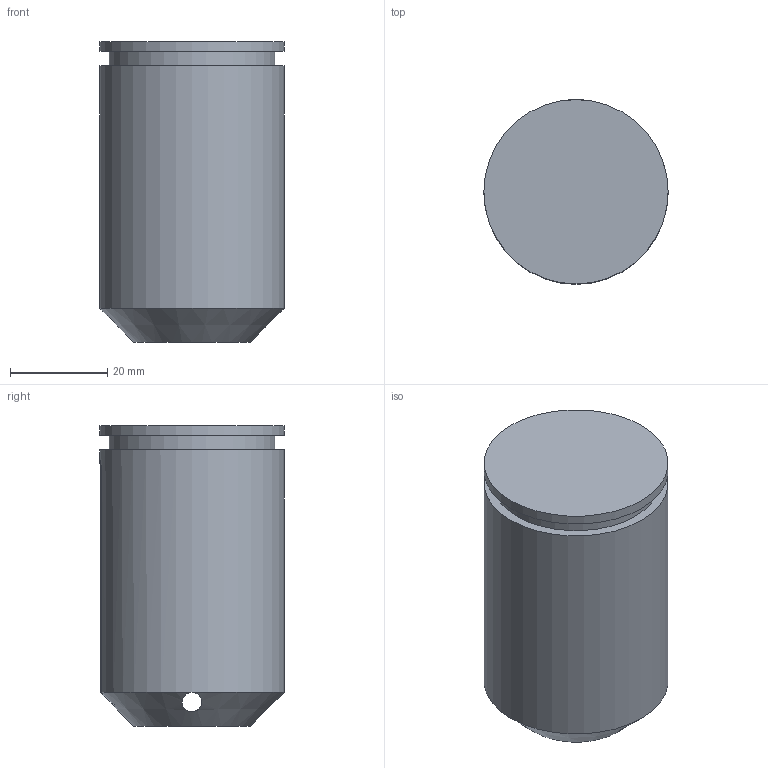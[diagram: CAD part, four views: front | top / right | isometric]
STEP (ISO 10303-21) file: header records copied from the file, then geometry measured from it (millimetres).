
FILE_DESCRIPTION(('FreeCAD Model'),'2;1');
FILE_NAME('Open CASCADE Shape Model','2024-10-14T21:41:17',(''),(''), 'Open CASCADE STEP processor 7.6','FreeCAD','Unknown');
FILE_SCHEMA(('CONFIG_CONTROL_DESIGN','SHAPE_APPEARANCE_LAYER_MIM'));
Length unit declared in the file: millimetre
Products named in the file (1): difference (Solid)
Bounding box: 38 x 38 x 62 mm (x, y, z)
Volume: 65828.9 mm3; surface area: 10173.3 mm2
Topology: 1 solids, 1 shells, 75 faces, 214 edges, 141 vertices
Faces by surface type: plane 70, cylinder 4, cone 1
Full cylindrical faces by diameter (mm): 4 x1, 34.2 x1, 38 x2
Entity records: 2833 total; most frequent: CARTESIAN_POINT 749, DIRECTION 438, ORIENTED_EDGE 428, EDGE_CURVE 214, AXIS2_PLACEMENT_3D 151, VERTEX_POINT 141, LINE 136, VECTOR 136
